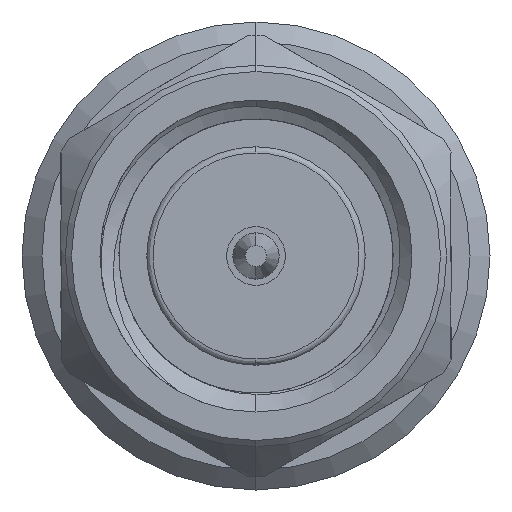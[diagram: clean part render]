
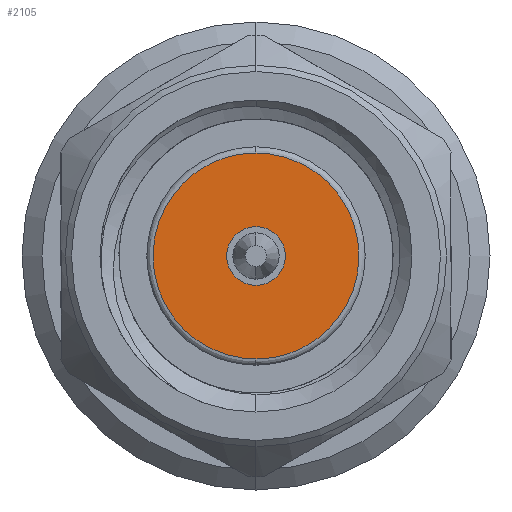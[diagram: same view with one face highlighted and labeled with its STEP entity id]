
A CAD part, left-side view. The second image highlights one B-rep face of the part: STEP entity #2105.
In plain terms, the highlighted planar face has unit normal (-1, 0, 0).
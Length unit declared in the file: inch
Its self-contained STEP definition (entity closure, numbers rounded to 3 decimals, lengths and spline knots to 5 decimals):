
#57 = CIRCLE ( 'NONE', #2389, 0.0235 ) ;
#244 = ORIENTED_EDGE ( 'NONE', *, *, #1681, .F. ) ;
#360 = AXIS2_PLACEMENT_3D ( 'NONE', #1335, #2158, #4522 ) ;
#467 = VERTEX_POINT ( 'NONE', #2926 ) ;
#494 = AXIS2_PLACEMENT_3D ( 'NONE', #4981, #5003, #3040 ) ;
#587 = EDGE_CURVE ( 'NONE', #2905, #467, #1484, .T. ) ;
#696 = CARTESIAN_POINT ( 'NONE',  ( 0.1, 0.165, 0.0825 ) ) ;
#1335 = CARTESIAN_POINT ( 'NONE',  ( 0.1, 0., 0. ) ) ;
#1399 = FACE_OUTER_BOUND ( 'NONE', #4273, .T. ) ;
#1426 = DIRECTION ( 'NONE',  ( 0., 0., -1. ) ) ;
#1484 =( BOUNDED_CURVE ( )  B_SPLINE_CURVE ( 3, ( #3914, #3961, #696, #3523 ),
 .UNSPECIFIED., .F., .T. ) 
 B_SPLINE_CURVE_WITH_KNOTS ( ( 4, 4 ),
 ( 0., 1. ),
 .UNSPECIFIED. ) 
 CURVE ( )  GEOMETRIC_REPRESENTATION_ITEM ( )  RATIONAL_B_SPLINE_CURVE ( ( 1., 0.333, 0.333, 1. ) ) 
 REPRESENTATION_ITEM ( '' )  );
#1520 = ORIENTED_EDGE ( 'NONE', *, *, #587, .F. ) ;
#1681 = EDGE_CURVE ( 'NONE', #4266, #4034, #4849, .T. ) ;
#1689 = EDGE_CURVE ( 'NONE', #467, #2905, #3533, .T. ) ;
#2090 = EDGE_LOOP ( 'NONE', ( #4491, #244 ) ) ;
#2105 = ADVANCED_FACE ( 'NONE', ( #5131, #1399 ), #4587, .F. ) ;
#2119 = CARTESIAN_POINT ( 'NONE',  ( 0.1, -0.165, -0.0825 ) ) ;
#2158 = DIRECTION ( 'NONE',  ( -1., 0., 0. ) ) ;
#2389 = AXIS2_PLACEMENT_3D ( 'NONE', #2666, #3841, #1426 ) ;
#2666 = CARTESIAN_POINT ( 'NONE',  ( 0.1, 0., 0. ) ) ;
#2905 = VERTEX_POINT ( 'NONE', #3628 ) ;
#2926 = CARTESIAN_POINT ( 'NONE',  ( 0.1, 0., 0.0825 ) ) ;
#3040 = DIRECTION ( 'NONE',  ( 0., 0., -1. ) ) ;
#3523 = CARTESIAN_POINT ( 'NONE',  ( 0.1, 0., 0.0825 ) ) ;
#3533 =( BOUNDED_CURVE ( )  B_SPLINE_CURVE ( 3, ( #4471, #4174, #2119, #4507 ),
 .UNSPECIFIED., .F., .T. ) 
 B_SPLINE_CURVE_WITH_KNOTS ( ( 4, 4 ),
 ( 0., 1. ),
 .UNSPECIFIED. ) 
 CURVE ( )  GEOMETRIC_REPRESENTATION_ITEM ( )  RATIONAL_B_SPLINE_CURVE ( ( 1., 0.333, 0.333, 1. ) ) 
 REPRESENTATION_ITEM ( '' )  );
#3628 = CARTESIAN_POINT ( 'NONE',  ( 0.1, 0., -0.0825 ) ) ;
#3841 = DIRECTION ( 'NONE',  ( -1., 0., 0. ) ) ;
#3914 = CARTESIAN_POINT ( 'NONE',  ( 0.1, 0., -0.0825 ) ) ;
#3961 = CARTESIAN_POINT ( 'NONE',  ( 0.1, 0.165, -0.0825 ) ) ;
#3969 = ORIENTED_EDGE ( 'NONE', *, *, #1689, .F. ) ;
#4034 = VERTEX_POINT ( 'NONE', #5023 ) ;
#4174 = CARTESIAN_POINT ( 'NONE',  ( 0.1, -0.165, 0.0825 ) ) ;
#4266 = VERTEX_POINT ( 'NONE', #5142 ) ;
#4273 = EDGE_LOOP ( 'NONE', ( #1520, #3969 ) ) ;
#4471 = CARTESIAN_POINT ( 'NONE',  ( 0.1, 0., 0.0825 ) ) ;
#4491 = ORIENTED_EDGE ( 'NONE', *, *, #4648, .F. ) ;
#4507 = CARTESIAN_POINT ( 'NONE',  ( 0.1, 0., -0.0825 ) ) ;
#4522 = DIRECTION ( 'NONE',  ( 0., 0., -1. ) ) ;
#4587 = PLANE ( 'NONE',  #494 ) ;
#4648 = EDGE_CURVE ( 'NONE', #4034, #4266, #57, .T. ) ;
#4849 = CIRCLE ( 'NONE', #360, 0.0235 ) ;
#4981 = CARTESIAN_POINT ( 'NONE',  ( 0.1, 0., 0. ) ) ;
#5003 = DIRECTION ( 'NONE',  ( 1., 0., 0. ) ) ;
#5023 = CARTESIAN_POINT ( 'NONE',  ( 0.1, 0., -0.0235 ) ) ;
#5131 = FACE_BOUND ( 'NONE', #2090, .T. ) ;
#5142 = CARTESIAN_POINT ( 'NONE',  ( 0.1, 0., 0.0235 ) ) ;
